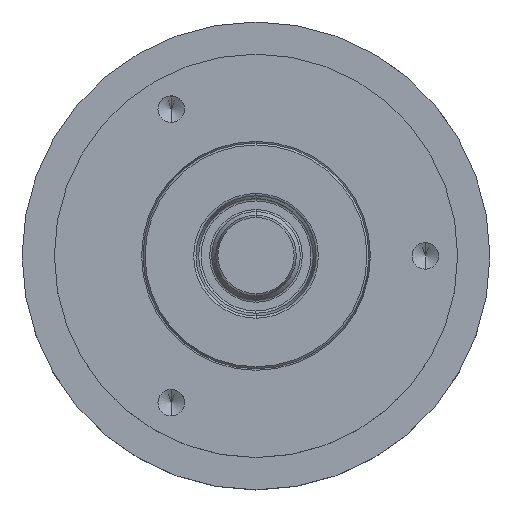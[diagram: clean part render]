
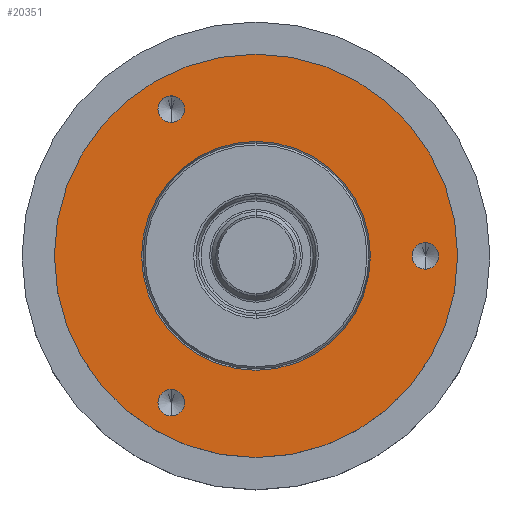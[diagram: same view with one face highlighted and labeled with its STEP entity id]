
A CAD part, top view. The second image highlights one B-rep face of the part: STEP entity #20351.
In plain terms, the highlighted planar face has unit normal (0, 0, 1).
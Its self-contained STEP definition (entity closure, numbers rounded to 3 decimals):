
#3860=CARTESIAN_POINT('',(0.,0.,27.));
#3861=DIRECTION('',(0.,0.,-1.));
#3862=DIRECTION('',(0.,1.,0.));
#3863=AXIS2_PLACEMENT_3D('',#3860,#3861,#3862);
#3865=CARTESIAN_POINT('',(0.,0.,27.));
#3866=DIRECTION('',(0.,0.,-1.));
#3867=DIRECTION('',(0.,-1.,0.));
#3868=AXIS2_PLACEMENT_3D('',#3865,#3866,#3867);
#3870=CARTESIAN_POINT('',(21.,0.,27.));
#3871=DIRECTION('',(0.,0.,1.));
#3872=DIRECTION('',(0.,-1.,0.));
#3873=AXIS2_PLACEMENT_3D('',#3870,#3871,#3872);
#3875=CARTESIAN_POINT('',(21.,0.,27.));
#3876=DIRECTION('',(0.,0.,1.));
#3877=DIRECTION('',(0.,1.,0.));
#3878=AXIS2_PLACEMENT_3D('',#3875,#3876,#3877);
#3880=CARTESIAN_POINT('',(-10.5,-18.187,27.));
#3881=DIRECTION('',(0.,0.,1.));
#3882=DIRECTION('',(0.,-1.,0.));
#3883=AXIS2_PLACEMENT_3D('',#3880,#3881,#3882);
#3885=CARTESIAN_POINT('',(-10.5,-18.187,27.));
#3886=DIRECTION('',(0.,0.,1.));
#3887=DIRECTION('',(0.,1.,0.));
#3888=AXIS2_PLACEMENT_3D('',#3885,#3886,#3887);
#3890=CARTESIAN_POINT('',(-10.5,18.187,27.));
#3891=DIRECTION('',(0.,0.,1.));
#3892=DIRECTION('',(0.,-1.,0.));
#3893=AXIS2_PLACEMENT_3D('',#3890,#3891,#3892);
#3895=CARTESIAN_POINT('',(-10.5,18.187,27.));
#3896=DIRECTION('',(0.,0.,1.));
#3897=DIRECTION('',(0.,1.,0.));
#3898=AXIS2_PLACEMENT_3D('',#3895,#3896,#3897);
#3905=CARTESIAN_POINT('',(0.,0.,27.));
#3906=DIRECTION('',(0.,0.,-1.));
#3907=DIRECTION('',(-1.,0.,0.));
#3908=AXIS2_PLACEMENT_3D('',#3905,#3906,#3907);
#3923=CARTESIAN_POINT('',(0.,0.,27.));
#3924=DIRECTION('',(0.,0.,-1.));
#3925=DIRECTION('',(1.,0.,0.));
#3926=AXIS2_PLACEMENT_3D('',#3923,#3924,#3925);
#15955=CARTESIAN_POINT('',(0.,25.,27.));
#15956=CARTESIAN_POINT('',(0.,-25.,27.));
#15957=VERTEX_POINT('',#15955);
#15958=VERTEX_POINT('',#15956);
#15983=CARTESIAN_POINT('',(14.188,0.,27.));
#15984=CARTESIAN_POINT('',(-14.188,0.,27.));
#15985=VERTEX_POINT('',#15983);
#15986=VERTEX_POINT('',#15984);
#15997=CARTESIAN_POINT('',(21.,-1.65,27.));
#15998=CARTESIAN_POINT('',(21.,1.65,27.));
#15999=VERTEX_POINT('',#15997);
#16000=VERTEX_POINT('',#15998);
#16007=CARTESIAN_POINT('',(-10.5,-19.837,27.));
#16008=CARTESIAN_POINT('',(-10.5,-16.537,27.));
#16009=VERTEX_POINT('',#16007);
#16010=VERTEX_POINT('',#16008);
#16017=CARTESIAN_POINT('',(-10.5,16.537,27.));
#16018=CARTESIAN_POINT('',(-10.5,19.837,27.));
#16019=VERTEX_POINT('',#16017);
#16020=VERTEX_POINT('',#16018);
#20317=CARTESIAN_POINT('',(0.,0.,27.));
#20318=DIRECTION('',(0.,0.,1.));
#20319=DIRECTION('',(1.,0.,0.));
#20320=AXIS2_PLACEMENT_3D('',#20317,#20318,#20319);
#20321=PLANE('',#20320);
#20323=ORIENTED_EDGE('',*,*,#20322,.T.);
#20324=ORIENTED_EDGE('',*,*,#20307,.T.);
#20325=EDGE_LOOP('',(#20323,#20324));
#20326=FACE_OUTER_BOUND('',#20325,.F.);
#20328=ORIENTED_EDGE('',*,*,#20327,.F.);
#20330=ORIENTED_EDGE('',*,*,#20329,.F.);
#20331=EDGE_LOOP('',(#20328,#20330));
#20332=FACE_BOUND('',#20331,.F.);
#20334=ORIENTED_EDGE('',*,*,#20333,.T.);
#20336=ORIENTED_EDGE('',*,*,#20335,.T.);
#20337=EDGE_LOOP('',(#20334,#20336));
#20338=FACE_BOUND('',#20337,.F.);
#20340=ORIENTED_EDGE('',*,*,#20339,.T.);
#20342=ORIENTED_EDGE('',*,*,#20341,.T.);
#20343=EDGE_LOOP('',(#20340,#20342));
#20344=FACE_BOUND('',#20343,.F.);
#20346=ORIENTED_EDGE('',*,*,#20345,.T.);
#20348=ORIENTED_EDGE('',*,*,#20347,.T.);
#20349=EDGE_LOOP('',(#20346,#20348));
#20350=FACE_BOUND('',#20349,.F.);
#3864=CIRCLE('',#3863,25.);
#3869=CIRCLE('',#3868,25.);
#3874=CIRCLE('',#3873,1.65);
#3879=CIRCLE('',#3878,1.65);
#3884=CIRCLE('',#3883,1.65);
#3889=CIRCLE('',#3888,1.65);
#3894=CIRCLE('',#3893,1.65);
#3899=CIRCLE('',#3898,1.65);
#3909=CIRCLE('',#3908,14.188);
#3927=CIRCLE('',#3926,14.188);
#20307=EDGE_CURVE('',#15958,#15957,#3869,.T.);
#20322=EDGE_CURVE('',#15957,#15958,#3864,.T.);
#20327=EDGE_CURVE('',#15986,#15985,#3909,.T.);
#20329=EDGE_CURVE('',#15985,#15986,#3927,.T.);
#20333=EDGE_CURVE('',#15999,#16000,#3874,.T.);
#20335=EDGE_CURVE('',#16000,#15999,#3879,.T.);
#20339=EDGE_CURVE('',#16009,#16010,#3884,.T.);
#20341=EDGE_CURVE('',#16010,#16009,#3889,.T.);
#20345=EDGE_CURVE('',#16019,#16020,#3894,.T.);
#20347=EDGE_CURVE('',#16020,#16019,#3899,.T.);
#20351=ADVANCED_FACE('',(#20326,#20332,#20338,#20344,#20350),#20321,.T.);
